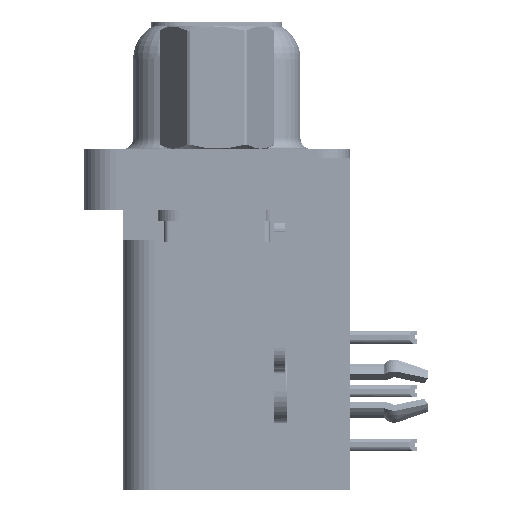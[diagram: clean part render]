
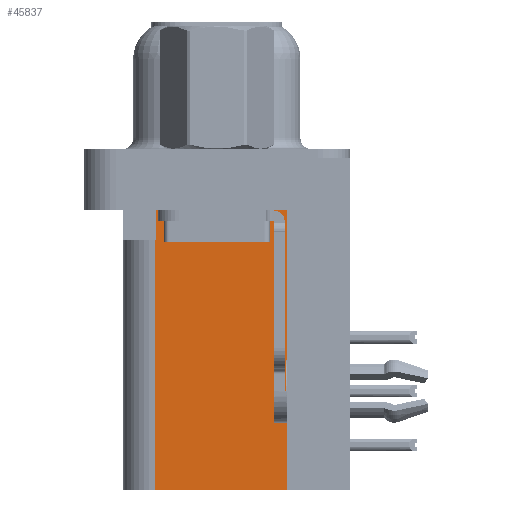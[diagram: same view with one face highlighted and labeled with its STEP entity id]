
A CAD part, left-side view. The second image highlights one B-rep face of the part: STEP entity #45837.
In plain terms, the highlighted planar face has unit normal (-1, 0, 0).
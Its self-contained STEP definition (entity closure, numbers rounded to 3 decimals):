
#1195 = DIRECTION ( 'NONE',  ( 0., 1., 0. ) ) ;
#4210 = AXIS2_PLACEMENT_3D ( 'NONE', #38793, #23191, #50866 ) ;
#4782 = CARTESIAN_POINT ( 'NONE',  ( 3.7, 2.895, -3.9 ) ) ;
#4992 = CARTESIAN_POINT ( 'NONE',  ( 3.7, 2.925, -15.7 ) ) ;
#5390 = VERTEX_POINT ( 'NONE', #4992 ) ;
#6508 = ORIENTED_EDGE ( 'NONE', *, *, #46958, .F. ) ;
#7105 = EDGE_CURVE ( 'NONE', #40743, #24293, #37504, .T. ) ;
#7767 = EDGE_CURVE ( 'NONE', #30393, #17769, #26685, .T. ) ;
#8346 = VECTOR ( 'NONE', #48460, 1000. ) ;
#10902 = DIRECTION ( 'NONE',  ( 0., 1., 0. ) ) ;
#11120 = DIRECTION ( 'NONE',  ( 0., 0., 1. ) ) ;
#12974 = CARTESIAN_POINT ( 'NONE',  ( 3.7, 2.895, -3.9 ) ) ;
#15497 = CARTESIAN_POINT ( 'NONE',  ( 3.7, 0., -3.9 ) ) ;
#15737 = EDGE_CURVE ( 'NONE', #43376, #30393, #27703, .T. ) ;
#17029 = CARTESIAN_POINT ( 'NONE',  ( 3.7, 2.925, -3.9 ) ) ;
#17186 = VECTOR ( 'NONE', #42586, 1000. ) ;
#17769 = VERTEX_POINT ( 'NONE', #36684 ) ;
#18384 = EDGE_CURVE ( 'NONE', #43376, #5390, #28807, .T. ) ;
#18665 = VECTOR ( 'NONE', #39374, 1000. ) ;
#20700 = CARTESIAN_POINT ( 'NONE',  ( 3.7, -3.295, -15.7 ) ) ;
#22577 = ORIENTED_EDGE ( 'NONE', *, *, #15737, .T. ) ;
#23188 = VECTOR ( 'NONE', #11120, 1000. ) ;
#23191 = DIRECTION ( 'NONE',  ( 1., 0., 0. ) ) ;
#24293 = VERTEX_POINT ( 'NONE', #17029 ) ;
#26167 = CARTESIAN_POINT ( 'NONE',  ( 3.7, -3.295, -15.7 ) ) ;
#26685 = LINE ( 'NONE', #30654, #27907 ) ;
#26940 = ORIENTED_EDGE ( 'NONE', *, *, #26985, .T. ) ;
#26985 = EDGE_CURVE ( 'NONE', #17769, #40743, #50460, .T. ) ;
#27620 = FACE_OUTER_BOUND ( 'NONE', #46762, .T. ) ;
#27703 = LINE ( 'NONE', #38598, #17186 ) ;
#27907 = VECTOR ( 'NONE', #10902, 1000. ) ;
#28807 = LINE ( 'NONE', #20700, #38098 ) ;
#30393 = VERTEX_POINT ( 'NONE', #45210 ) ;
#30654 = CARTESIAN_POINT ( 'NONE',  ( 3.7, -3.295, -2.5 ) ) ;
#36684 = CARTESIAN_POINT ( 'NONE',  ( 3.7, 2.895, -2.5 ) ) ;
#37504 = LINE ( 'NONE', #15497, #18665 ) ;
#38098 = VECTOR ( 'NONE', #1195, 1000. ) ;
#38598 = CARTESIAN_POINT ( 'NONE',  ( 3.7, -3.295, -15.7 ) ) ;
#38793 = CARTESIAN_POINT ( 'NONE',  ( 3.7, -3.295, -15.7 ) ) ;
#38869 = CARTESIAN_POINT ( 'NONE',  ( 3.7, 2.925, -15.7 ) ) ;
#38969 = PLANE ( 'NONE',  #4210 ) ;
#39374 = DIRECTION ( 'NONE',  ( 0., 1., 0. ) ) ;
#40743 = VERTEX_POINT ( 'NONE', #4782 ) ;
#42361 = ORIENTED_EDGE ( 'NONE', *, *, #18384, .F. ) ;
#42586 = DIRECTION ( 'NONE',  ( 0., 0., 1. ) ) ;
#43033 = LINE ( 'NONE', #38869, #23188 ) ;
#43376 = VERTEX_POINT ( 'NONE', #26167 ) ;
#44686 = ORIENTED_EDGE ( 'NONE', *, *, #7105, .T. ) ;
#45210 = CARTESIAN_POINT ( 'NONE',  ( 3.7, -3.295, -2.5 ) ) ;
#45837 = ADVANCED_FACE ( 'NONE', ( #27620 ), #38969, .F. ) ;
#46762 = EDGE_LOOP ( 'NONE', ( #46907, #26940, #44686, #6508, #42361, #22577 ) ) ;
#46907 = ORIENTED_EDGE ( 'NONE', *, *, #7767, .T. ) ;
#46958 = EDGE_CURVE ( 'NONE', #5390, #24293, #43033, .T. ) ;
#48460 = DIRECTION ( 'NONE',  ( 0., 0., -1. ) ) ;
#50460 = LINE ( 'NONE', #12974, #8346 ) ;
#50866 = DIRECTION ( 'NONE',  ( 0., 0., -1. ) ) ;
